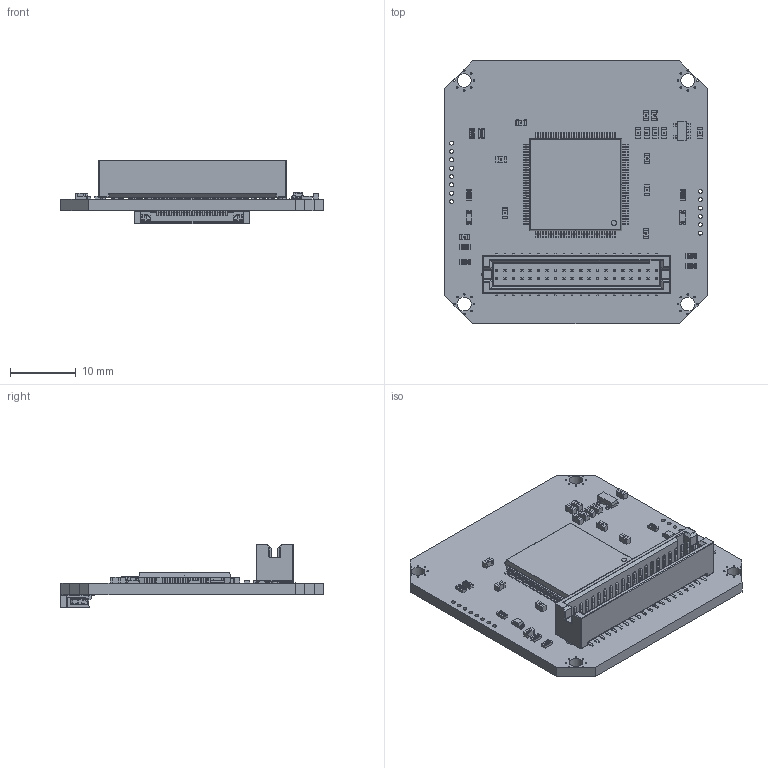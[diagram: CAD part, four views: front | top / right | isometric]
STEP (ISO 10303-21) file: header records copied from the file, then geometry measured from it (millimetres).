
FILE_DESCRIPTION(('Open CASCADE Model'),'2;1');
FILE_NAME('Open CASCADE Shape Model','2020-04-27T17:24:58',('Author'),( 'Open CASCADE'),'Open CASCADE STEP processor 6.8','Open CASCADE 6.8' ,'Unknown');
FILE_SCHEMA(('AUTOMOTIVE_DESIGN { 1 0 10303 214 1 1 1 1 }'));
Length unit declared in the file: millimetre
Products named in the file (63): PCB; Board; C14; 967159920; C13; C5; 967159792; P4; 524372233; Open CASCADE STEP translator 6.8 1.5.1.1; Open CASCADE STEP translator 6.8 1.5.1.2; U2; 116519728; SW3dPS-TQFP100-1_Board7; SW3dPS-TQFP100-1_Free-Models4; SW3dPS-TQFP100-1_PIN1; SW3dPS-TQFP100-1_Free-Models5; SW3dPS-TQFP100-1_455334353; SW3dPS-TQFP100-1_Extruded5; SW3dPS-TQFP100-1_Board4; SW3dPS-TQFP100-1_455101185; SW3dPS-TQFP100-1_Cylinder1; SW3dPS-TQFP100-1_BODY1-3; SW3dPS-TQFP100-1_Free-Models6; SW3dPS-TQFP100-1_BODY2; SW3dPS-TQFP100-1_Board6; SW3dPS-TQFP100-1_Free-Models7; 455332945; Extruded3; SW3dPS-TQFP100-1_455334993; SW3dPS-TQFP100-1_Extruded4; SW3dPS-TQFP100-1_Board5; C1; 116520368; C8; C12; C9; R1; 116521264; R4 ...
Assembly tree (181 placements, depth 10):
  PCB
    Board
    C14
      967159920
    C13
      967159920
    C5
      967159792
    P4
      524372233
        Open CASCADE STEP translator 6.8 1.5.1.1
        Open CASCADE STEP translator 6.8 1.5.1.2
    U2
      116519728
        SW3dPS-TQFP100-1_Board7
        SW3dPS-TQFP100-1_Free-Models4
          SW3dPS-TQFP100-1_PIN1  x100
            SW3dPS-TQFP100-1_Free-Models5
              SW3dPS-TQFP100-1_455334353
                SW3dPS-TQFP100-1_Extruded5
            SW3dPS-TQFP100-1_Board4
          SW3dPS-TQFP100-1_455101185
            SW3dPS-TQFP100-1_Cylinder1
          SW3dPS-TQFP100-1_BODY1-3  x2
            SW3dPS-TQFP100-1_Free-Models6
              SW3dPS-TQFP100-1_BODY2  x4
                SW3dPS-TQFP100-1_Board6
                SW3dPS-TQFP100-1_Free-Models7
                  455332945
              SW3dPS-TQFP100-1_455334993
                SW3dPS-TQFP100-1_Extruded4
            SW3dPS-TQFP100-1_Board5
    C1
      116520368
    C8
      116520368
    C12
      116520368
    C9
      116520368
    R1
      116521264
    R4
      116521264
    R7
      116521136
    R6
      116521136
    LED2
      967167088
    LED1
      967167088
    R5
      116521520
    R2
      116521520
    U1
      116520880
    C11
      116520368
Bounding box: 40 x 40.1 x 9.7 mm (x, y, z)
Volume: 3331.1 mm3; surface area: 6533.4 mm2
Topology: 266 solids, 266 shells, 8550 faces, 20999 edges, 12708 vertices
Faces by surface type: plane 4809, cylinder 1879, bspline 951, sphere 617, torus 168, extrusion 126
Full cylindrical faces by diameter (mm): 0.254 x28, 0.6 x14, 1 x1, 1.4 x1, 2.1 x4
Entity records: 577274 total; most frequent: CARTESIAN_POINT 370587, DIRECTION 31205, ORIENTED_EDGE 22380, PCURVE 22380, DEFINITIONAL_REPRESENTATION 22380, VECTOR 15269, LINE 15242, B_SPLINE_CURVE_WITH_KNOTS 12710
